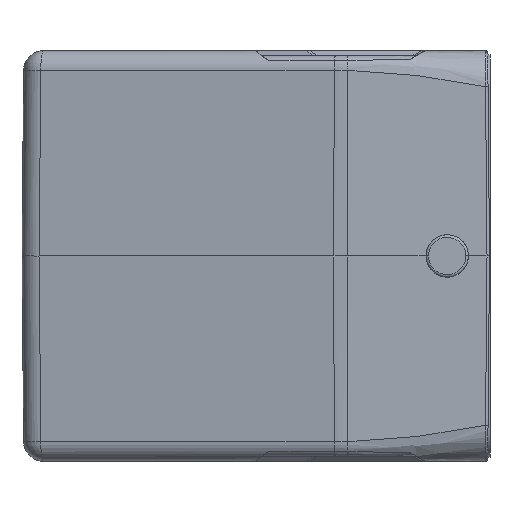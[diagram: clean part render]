
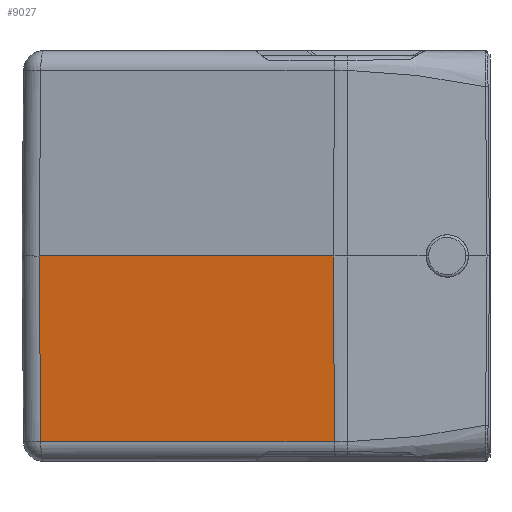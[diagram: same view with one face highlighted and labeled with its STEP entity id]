
A CAD part, left-side view. The second image highlights one B-rep face of the part: STEP entity #9027.
In plain terms, the highlighted planar face has unit normal (-0.99, 0.139, -0.009).
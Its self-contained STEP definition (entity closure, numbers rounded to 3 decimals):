
#277=DIRECTION('',(-0.139,-0.99,0.));
#278=VECTOR('',#277,59.487);
#279=CARTESIAN_POINT('',(-38.201,43.231,-37.285));
#280=LINE('',#279,#278);
#774=DIRECTION('',(-0.009,0.001,1.));
#775=VECTOR('',#774,37.286);
#776=CARTESIAN_POINT('',(-46.48,-15.676,
-37.285));
#777=LINE('',#776,#775);
#782=DIRECTION('',(-0.139,-0.99,0.));
#783=VECTOR('',#782,59.792);
#784=CARTESIAN_POINT('',(-38.484,43.557,0.));
#785=LINE('',#784,#783);
#786=DIRECTION('',(-0.008,0.009,1.));
#787=VECTOR('',#786,37.287);
#788=CARTESIAN_POINT('',(-38.201,43.231,-37.285));
#789=LINE('',#788,#787);
#6634=CARTESIAN_POINT('',(-38.201,43.231,
-37.285));
#6635=VERTEX_POINT('',#6634);
#6636=CARTESIAN_POINT('',(-46.48,-15.676,
-37.285));
#6637=VERTEX_POINT('',#6636);
#6733=CARTESIAN_POINT('',(-46.805,-15.653,
0.));
#6734=VERTEX_POINT('',#6733);
#6735=CARTESIAN_POINT('',(-38.484,43.557,
0.));
#6736=VERTEX_POINT('',#6735);
#9014=CARTESIAN_POINT('',(-38.,47.,0.));
#9015=DIRECTION('',(-0.99,0.139,-0.009));
#9016=DIRECTION('',(-0.139,-0.99,0.));
#9017=AXIS2_PLACEMENT_3D('',#9014,#9015,#9016);
#9018=PLANE('',#9017);
#9020=ORIENTED_EDGE('',*,*,#9019,.T.);
#9021=ORIENTED_EDGE('',*,*,#9004,.F.);
#9022=ORIENTED_EDGE('',*,*,#8349,.F.);
#9024=ORIENTED_EDGE('',*,*,#9023,.T.);
#9025=EDGE_LOOP('',(#9020,#9021,#9022,#9024));
#9026=FACE_OUTER_BOUND('',#9025,.F.);
#9027=ADVANCED_FACE('',(#9026),#9018,.T.);
#8349=EDGE_CURVE('',#6635,#6637,#280,.T.);
#9004=EDGE_CURVE('',#6637,#6734,#777,.T.);
#9019=EDGE_CURVE('',#6736,#6734,#785,.T.);
#9023=EDGE_CURVE('',#6635,#6736,#789,.T.);
